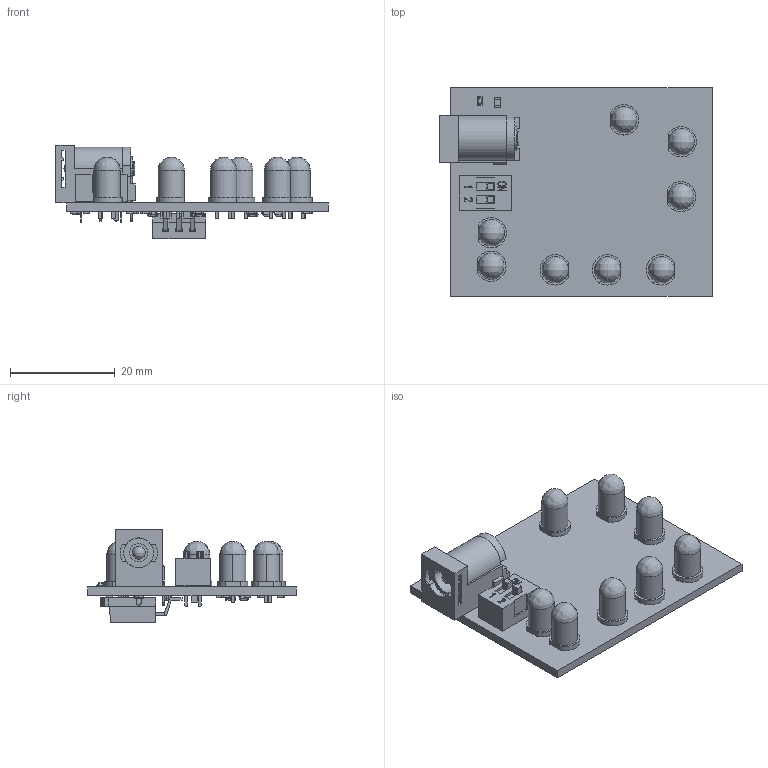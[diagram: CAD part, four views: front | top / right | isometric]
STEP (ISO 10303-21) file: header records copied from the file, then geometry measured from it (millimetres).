
FILE_DESCRIPTION(('Open CASCADE Model'),'2;1');
FILE_NAME('Open CASCADE Shape Model','2020-05-16T17:55:24',('Author'),( 'Open CASCADE'),'Open CASCADE STEP processor 6.8','Open CASCADE 6.8' ,'Unknown');
FILE_SCHEMA(('AUTOMOTIVE_DESIGN { 1 0 10303 214 1 1 1 1 }'));
Length unit declared in the file: millimetre
Products named in the file (93): PCB; Board; C1; CAP0805; C2; D1; LedSMD0603G; D2; Led5mmB; D3; D4; D5; D6; D7; D8; LED5mmG; D9; DSW1; DipSwitch_02p; J1; JackConectorDC; R1; Resistor0805; R2; R3; R4; R5; R6; R7; R8; R9; R10; R11; U1; DCK_SC70-5; 1_1; 2_1; 3_1; 4_1; 5_1 ...
Assembly tree (120 placements, depth 10):
  PCB
    Board
    C1
      CAP0805
    C2
      CAP0805
    D1
      LedSMD0603G
    D2
      Led5mmB
    D3
      Led5mmB
    D4
      Led5mmB
    D5
      Led5mmB
    D6
      Led5mmB
    D7
      Led5mmB
    D8
      LED5mmG
    D9
      LED5mmG
    DSW1
      DipSwitch_02p
    J1
      JackConectorDC
    R1
      Resistor0805
    R2
      Resistor0805
    R3
      Resistor0805
    R4
      Resistor0805
    R5
      Resistor0805
    R6
      Resistor0805
    R7
      Resistor0805
    R8
      Resistor0805
    R9
      Resistor0805
    R10
      Resistor0805
    R11
      Resistor0805
    U1
      DCK_SC70-5
        1_1
        2_1
        3_1
        4_1
        5_1
        6_1
        7_1
    U2
Bounding box: 52.05 x 39.8 x 17.88 mm (x, y, z)
Volume: 6478.1 mm3; surface area: 8531.6 mm2
Topology: 91 solids, 95 shells, 2185 faces, 5471 edges, 3504 vertices
Faces by surface type: plane 1581, cylinder 451, bspline 117, sphere 36
Entity records: 42564 total; most frequent: CARTESIAN_POINT 10476, ORIENTED_EDGE 5614, DIRECTION 5442, EDGE_CURVE 2811, LINE 2254, VECTOR 2254, VERTEX_POINT 1820, AXIS2_PLACEMENT_3D 1594
